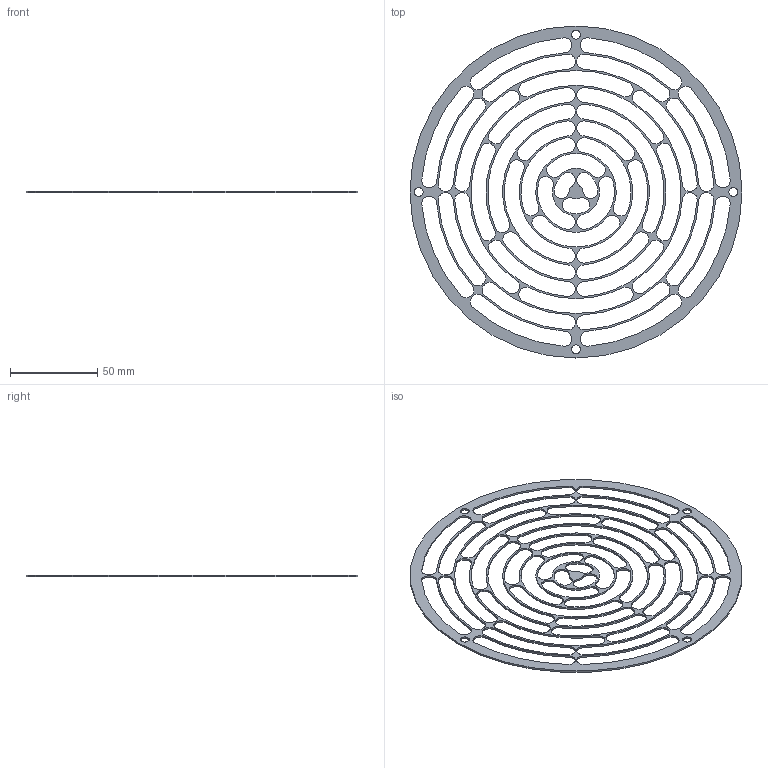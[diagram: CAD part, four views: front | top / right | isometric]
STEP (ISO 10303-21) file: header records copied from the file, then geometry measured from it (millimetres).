
FILE_DESCRIPTION (( 'STEP AP203' ), '1' );
FILE_NAME ('H350_5RE1513_Rete aspirante INOX DIC 140.STEP', '2022-02-25T14:46:06', ( '' ), ( '' ), 'SwSTEP 2.0', 'SolidWorks 2018', '' );
FILE_SCHEMA (( 'CONFIG_CONTROL_DESIGN' ));
Length unit declared in the file: millimetre
Products named in the file (1): H350_5RE1513_Rete aspirante INOX DIC 140
Bounding box: 190 x 190 x 1 mm (x, y, z)
Volume: 7196.8 mm3; surface area: 20614.2 mm2
Topology: 1 solids, 1 shells, 367 faces, 1095 edges, 730 vertices
Faces by surface type: cylinder 275, plane 92
Full cylindrical faces by diameter (mm): 5 x4, 190 x1
Entity records: 12867 total; most frequent: DIRECTION 2376, CARTESIAN_POINT 2188, ORIENTED_EDGE 2180, EDGE_CURVE 1090, AXIS2_PLACEMENT_3D 918, VERTEX_POINT 730, CIRCLE 550, VECTOR 540
